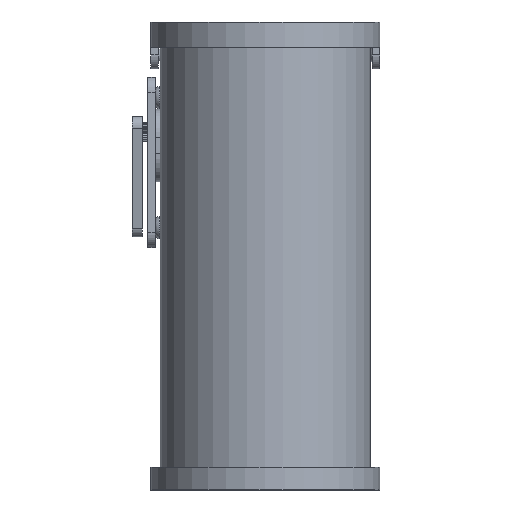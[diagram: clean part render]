
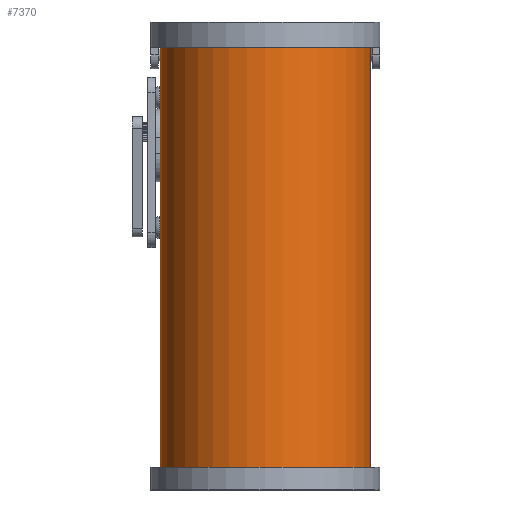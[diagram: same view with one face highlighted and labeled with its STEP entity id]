
A CAD part, top view. The second image highlights one B-rep face of the part: STEP entity #7370.
In plain terms, the highlighted cylindrical face has radius 21 mm (diameter 42 mm), a partial arc.
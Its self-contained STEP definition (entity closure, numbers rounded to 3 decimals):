
#305=CYLINDRICAL_SURFACE('',#8041,21.);
#515=CIRCLE('',#7964,21.);
#521=CIRCLE('',#7977,21.);
#865=FACE_OUTER_BOUND('',#1317,.T.);
#1317=EDGE_LOOP('',(#5887,#5888,#5889,#5890));
#1937=LINE('',#11420,#2674);
#1960=LINE('',#11483,#2697);
#2674=VECTOR('',#9348,10.);
#2697=VECTOR('',#9421,10.);
#3290=VERTEX_POINT('',#11303);
#3291=VERTEX_POINT('',#11305);
#3331=VERTEX_POINT('',#11402);
#3332=VERTEX_POINT('',#11404);
#4129=EDGE_CURVE('',#3290,#3291,#515,.T.);
#4180=EDGE_CURVE('',#3331,#3332,#521,.T.);
#4188=EDGE_CURVE('',#3290,#3332,#1937,.T.);
#4218=EDGE_CURVE('',#3291,#3331,#1960,.T.);
#5887=ORIENTED_EDGE('',*,*,#4188,.T.);
#5888=ORIENTED_EDGE('',*,*,#4180,.F.);
#5889=ORIENTED_EDGE('',*,*,#4218,.F.);
#5890=ORIENTED_EDGE('',*,*,#4129,.F.);
#7370=ADVANCED_FACE('',(#865),#305,.T.);
#7964=AXIS2_PLACEMENT_3D('',#11306,#9261,#9262);
#7977=AXIS2_PLACEMENT_3D('',#11405,#9332,#9333);
#8041=AXIS2_PLACEMENT_3D('',#11569,#9520,#9521);
#9261=DIRECTION('center_axis',(0.,-1.,0.));
#9262=DIRECTION('ref_axis',(-1.,0.,0.));
#9332=DIRECTION('center_axis',(0.,1.,0.));
#9333=DIRECTION('ref_axis',(-1.,0.,0.));
#9348=DIRECTION('',(0.,1.,0.));
#9421=DIRECTION('',(0.,1.,0.));
#9520=DIRECTION('center_axis',(0.,1.,0.));
#9521=DIRECTION('ref_axis',(-1.,0.,0.));
#11303=CARTESIAN_POINT('',(21.,-45.,14.5));
#11305=CARTESIAN_POINT('',(-21.,-45.,14.5));
#11306=CARTESIAN_POINT('Origin',(0.,-45.,14.5));
#11402=CARTESIAN_POINT('',(-21.,45.,14.5));
#11404=CARTESIAN_POINT('',(21.,45.,14.5));
#11405=CARTESIAN_POINT('Origin',(0.,45.,14.5));
#11420=CARTESIAN_POINT('',(21.,0.,14.5));
#11483=CARTESIAN_POINT('',(-21.,0.,14.5));
#11569=CARTESIAN_POINT('Origin',(0.,0.,14.5));
